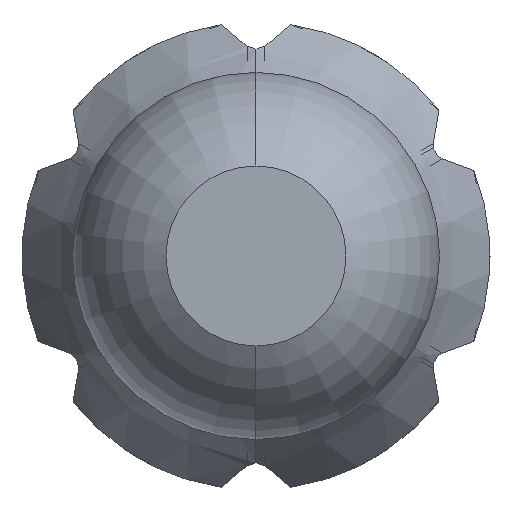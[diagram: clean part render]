
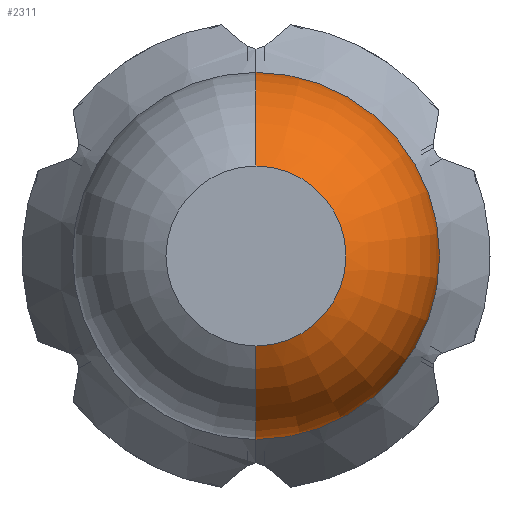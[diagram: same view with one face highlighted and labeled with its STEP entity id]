
A CAD part, front view. The second image highlights one B-rep face of the part: STEP entity #2311.
In plain terms, the highlighted toroidal (fillet/blend) face has major radius 0.01 mm and minor radius 0.5 mm.
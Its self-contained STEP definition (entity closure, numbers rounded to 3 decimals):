
#16 = AXIS2_PLACEMENT_3D ( 'NONE', #3122, #3516, #1985 ) ;
#23 = EDGE_CURVE ( 'Defeature ausgef�hrt1_37+Defeature ausgef�hrt1_35+Defeature ausgef�hrt1_35+Defeature ausgef�hrt1_35', #280, #111, #1403, .T. ) ;
#111 = VERTEX_POINT ( 'NONE', #544 ) ;
#271 = EDGE_CURVE ( 'NONE', #111, #1532, #5072, .T. ) ;
#280 = VERTEX_POINT ( 'NONE', #1136 ) ;
#320 = DIRECTION ( 'NONE',  ( 0., 0., 1. ) ) ;
#418 = DIRECTION ( 'NONE',  ( 1., 0., 0. ) ) ;
#544 = CARTESIAN_POINT ( 'NONE',  ( 0., -30.4, 0.25 ) ) ;
#598 = ORIENTED_EDGE ( 'NONE', *, *, #23, .F. ) ;
#815 = AXIS2_PLACEMENT_3D ( 'NONE', #1648, #2453, #4016 ) ;
#1136 = CARTESIAN_POINT ( 'NONE',  ( 0., -30.4, -0.25 ) ) ;
#1267 = EDGE_CURVE ( 'NONE', #280, #3159, #4021, .T. ) ;
#1403 = CIRCLE ( 'NONE', #815, 0.25 ) ;
#1424 = DIRECTION ( 'NONE',  ( 0., 1., 0. ) ) ;
#1532 = VERTEX_POINT ( 'NONE', #4785 ) ;
#1648 = CARTESIAN_POINT ( 'NONE',  ( 0., -30.4, 0. ) ) ;
#1818 = DIRECTION ( 'NONE',  ( 0., 0., 1. ) ) ;
#1927 = CARTESIAN_POINT ( 'NONE',  ( 0., -29.961, -0.51 ) ) ;
#1938 = TOROIDAL_SURFACE ( 'NONE', #3894, 0.01, 0.5 ) ;
#1985 = DIRECTION ( 'NONE',  ( 0., 0., 1. ) ) ;
#2029 = DIRECTION ( 'NONE',  ( 0., 0., -1. ) ) ;
#2142 = AXIS2_PLACEMENT_3D ( 'NONE', #4717, #418, #2029 ) ;
#2301 = CARTESIAN_POINT ( 'NONE',  ( 0., -29.961, 0. ) ) ;
#2311 = ADVANCED_FACE ( 'Defeature ausgef�hrt1_35', ( #4500 ), #1938, .T. ) ;
#2453 = DIRECTION ( 'NONE',  ( 0., -1., 0. ) ) ;
#2520 = CARTESIAN_POINT ( 'NONE',  ( 0., -29.961, 0. ) ) ;
#2768 = ORIENTED_EDGE ( 'NONE', *, *, #1267, .T. ) ;
#3122 = CARTESIAN_POINT ( 'NONE',  ( 0., -29.961, 0.01 ) ) ;
#3159 = VERTEX_POINT ( 'NONE', #1927 ) ;
#3458 = DIRECTION ( 'NONE',  ( 0., 1., 0. ) ) ;
#3516 = DIRECTION ( 'NONE',  ( -1., 0., 0. ) ) ;
#3746 = EDGE_LOOP ( 'NONE', ( #598, #2768, #4993, #3833 ) ) ;
#3833 = ORIENTED_EDGE ( 'NONE', *, *, #271, .F. ) ;
#3894 = AXIS2_PLACEMENT_3D ( 'NONE', #2520, #1424, #1818 ) ;
#3931 = EDGE_CURVE ( 'Defeature ausgef�hrt1_36+Defeature ausgef�hrt1_35+Defeature ausgef�hrt1_35+Defeature ausgef�hrt1_35', #1532, #3159, #4232, .T. ) ;
#4016 = DIRECTION ( 'NONE',  ( 0., 0., -1. ) ) ;
#4021 = CIRCLE ( 'NONE', #2142, 0.5 ) ;
#4232 = CIRCLE ( 'NONE', #4530, 0.51 ) ;
#4500 = FACE_OUTER_BOUND ( 'NONE', #3746, .T. ) ;
#4530 = AXIS2_PLACEMENT_3D ( 'NONE', #2301, #3458, #320 ) ;
#4717 = CARTESIAN_POINT ( 'NONE',  ( 0., -29.961, -0.01 ) ) ;
#4785 = CARTESIAN_POINT ( 'NONE',  ( 0., -29.961, 0.51 ) ) ;
#4993 = ORIENTED_EDGE ( 'NONE', *, *, #3931, .F. ) ;
#5072 = CIRCLE ( 'NONE', #16, 0.5 ) ;
